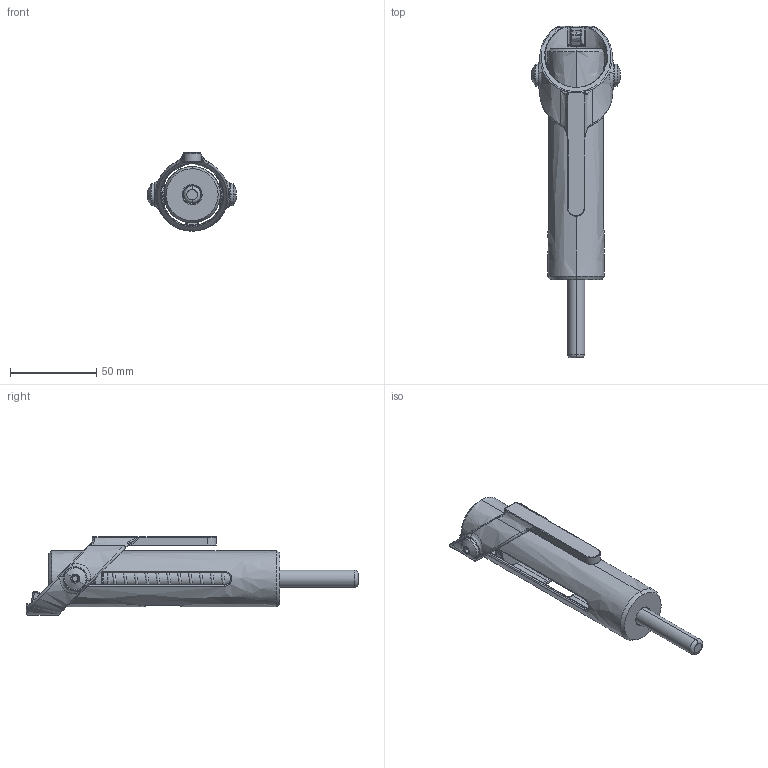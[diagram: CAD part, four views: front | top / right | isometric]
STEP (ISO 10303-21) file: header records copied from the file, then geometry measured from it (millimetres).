
FILE_DESCRIPTION(('FreeCAD Model'),'2;1');
FILE_NAME('Open CASCADE Shape Model','2025-05-03T18:38:56',('FreeCAD'),( 'FreeCAD'),'Open CASCADE STEP processor 7.6','FreeCAD','Unknown');
FILE_SCHEMA(('AUTOMOTIVE_DESIGN { 1 0 10303 214 1 1 1 1 }'));
Length unit declared in the file: millimetre
Products named in the file (1): Open CASCADE STEP translator 7.6 1
Bounding box: 51.54 x 192.69 x 45.48 mm (x, y, z)
Volume: 61264.4 mm3; surface area: 46862.7 mm2
Topology: 9 solids, 9 shells, 414 faces, 993 edges, 595 vertices
Faces by surface type: bspline 414
Entity records: 25760 total; most frequent: CARTESIAN_POINT 20285, ORIENTED_EDGE 1968, EDGE_CURVE 984, VERTEX_POINT 591, B_SPLINE_CURVE_WITH_KNOTS 528, FACE_BOUND 435, EDGE_LOOP 435, ADVANCED_FACE 414
